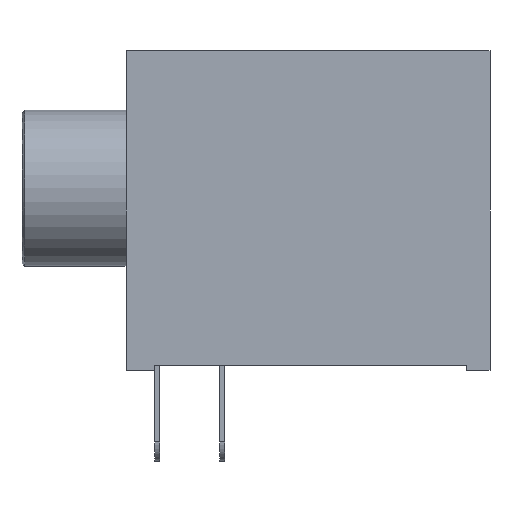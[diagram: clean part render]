
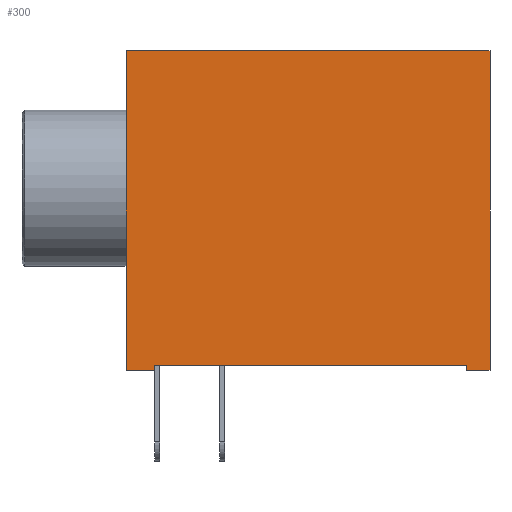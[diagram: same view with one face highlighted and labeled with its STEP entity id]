
A CAD part, left-side view. The second image highlights one B-rep face of the part: STEP entity #300.
In plain terms, the highlighted planar face has unit normal (-1, 0, 0).
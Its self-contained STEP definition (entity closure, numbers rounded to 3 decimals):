
#300=ADVANCED_FACE('',(#1003),#1005,.T.);
#1003=FACE_BOUND('',#1004,.T.);
#1004=EDGE_LOOP('',(#1626,#1627,#1628,#1629,#1630,#1631,#1632,#1633));
#1005=PLANE('',#1006);
#1006=AXIS2_PLACEMENT_3D('',#1007,#1008,#1009);
#1007=CARTESIAN_POINT('',(-4.9,0.,0.));
#1008=DIRECTION('',(-1.,0.,0.));
#1009=DIRECTION('',(0.,-1.,0.));
#1626=ORIENTED_EDGE('',*,*,#1848,.T.);
#1627=ORIENTED_EDGE('',*,*,#1932,.T.);
#1628=ORIENTED_EDGE('',*,*,#1933,.T.);
#1629=ORIENTED_EDGE('',*,*,#1934,.F.);
#1630=ORIENTED_EDGE('',*,*,#1935,.F.);
#1631=ORIENTED_EDGE('',*,*,#1936,.T.);
#1632=ORIENTED_EDGE('',*,*,#1865,.T.);
#1633=ORIENTED_EDGE('',*,*,#1884,.T.);
#1848=EDGE_CURVE('',#2033,#2030,#2034,.F.);
#1865=EDGE_CURVE('',#2067,#2065,#2068,.F.);
#1884=EDGE_CURVE('',#2065,#2033,#2104,.T.);
#1932=EDGE_CURVE('',#2030,#2175,#2177,.T.);
#1933=EDGE_CURVE('',#2175,#2178,#2179,.T.);
#1934=EDGE_CURVE('',#2180,#2178,#2181,.T.);
#1935=EDGE_CURVE('',#2182,#2180,#2183,.T.);
#1936=EDGE_CURVE('',#2182,#2067,#2184,.T.);
#2030=VERTEX_POINT('',#2343);
#2033=VERTEX_POINT('',#2348);
#2034=LINE('',#2349,#2350);
#2065=VERTEX_POINT('',#2412);
#2067=VERTEX_POINT('',#2416);
#2068=LINE('',#2417,#2418);
#2104=LINE('',#2492,#2493);
#2175=VERTEX_POINT('',#2660);
#2177=LINE('',#2664,#2665);
#2178=VERTEX_POINT('',#2667);
#2179=LINE('',#2668,#2669);
#2180=VERTEX_POINT('',#2671);
#2181=LINE('',#2672,#2673);
#2182=VERTEX_POINT('',#2675);
#2183=LINE('',#2676,#2677);
#2184=LINE('',#2679,#2680);
#2343=CARTESIAN_POINT('',(-4.9,-13.1,0.));
#2348=CARTESIAN_POINT('',(-4.9,-13.1,0.2));
#2349=CARTESIAN_POINT('',(-4.9,-13.1,0.));
#2350=VECTOR('',#2351,1.);
#2351=DIRECTION('',(0.,0.,1.));
#2412=CARTESIAN_POINT('',(-4.9,-1.1,0.2));
#2416=CARTESIAN_POINT('',(-4.9,-1.1,0.));
#2417=CARTESIAN_POINT('',(-4.9,-1.1,0.2));
#2418=VECTOR('',#2419,1.);
#2419=DIRECTION('',(0.,0.,-1.));
#2492=CARTESIAN_POINT('',(-4.9,-1.1,0.2));
#2493=VECTOR('',#2494,1.);
#2494=DIRECTION('',(0.,-1.,0.));
#2660=CARTESIAN_POINT('',(-4.9,-14.,0.));
#2664=CARTESIAN_POINT('',(-4.9,-13.1,0.));
#2665=VECTOR('',#2666,1.);
#2666=DIRECTION('',(0.,-1.,0.));
#2667=CARTESIAN_POINT('',(-4.9,-14.,12.3));
#2668=CARTESIAN_POINT('',(-4.9,-14.,0.));
#2669=VECTOR('',#2670,1.);
#2670=DIRECTION('',(0.,0.,1.));
#2671=CARTESIAN_POINT('',(-4.9,0.,12.3));
#2672=CARTESIAN_POINT('',(-4.9,0.,12.3));
#2673=VECTOR('',#2674,1.);
#2674=DIRECTION('',(0.,-1.,0.));
#2675=CARTESIAN_POINT('',(-4.9,0.,0.));
#2676=CARTESIAN_POINT('',(-4.9,0.,0.));
#2677=VECTOR('',#2678,1.);
#2678=DIRECTION('',(0.,0.,1.));
#2679=CARTESIAN_POINT('',(-4.9,0.,0.));
#2680=VECTOR('',#2681,1.);
#2681=DIRECTION('',(0.,-1.,0.));
